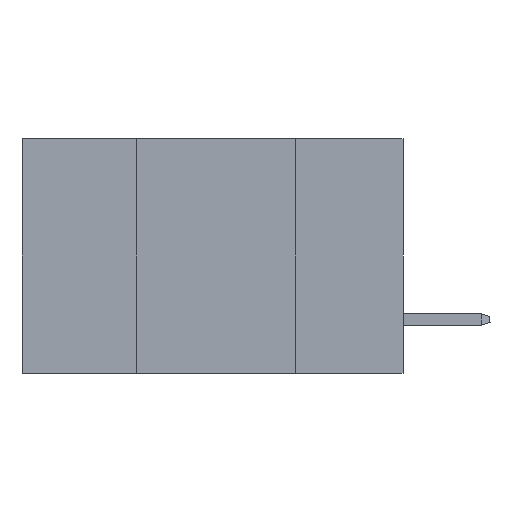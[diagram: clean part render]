
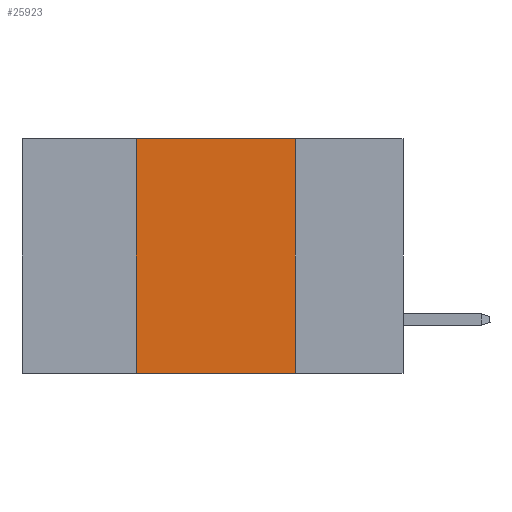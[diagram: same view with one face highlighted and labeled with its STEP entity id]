
A CAD part, left-side view. The second image highlights one B-rep face of the part: STEP entity #25923.
In plain terms, the highlighted planar face has unit normal (-1, 0, 0).
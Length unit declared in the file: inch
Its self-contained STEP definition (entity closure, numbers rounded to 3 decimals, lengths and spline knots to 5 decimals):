
#5 = EDGE_CURVE ( 'NONE', #1643, #3785, #27918, .T. ) ;
#955 = DIRECTION ( 'NONE',  ( 0., 0., -1. ) ) ;
#1508 = CARTESIAN_POINT ( 'NONE',  ( 0., 0.6, 0. ) ) ;
#1643 = VERTEX_POINT ( 'NONE', #26520 ) ;
#2191 = PLANE ( 'NONE',  #20829 ) ;
#3785 = VERTEX_POINT ( 'NONE', #21254 ) ;
#4378 = EDGE_CURVE ( 'NONE', #7238, #3785, #21216, .T. ) ;
#4699 = FACE_OUTER_BOUND ( 'NONE', #25865, .T. ) ;
#5652 = EDGE_CURVE ( 'NONE', #1643, #27281, #18881, .T. ) ;
#5998 = ORIENTED_EDGE ( 'NONE', *, *, #4378, .F. ) ;
#7238 = VERTEX_POINT ( 'NONE', #30746 ) ;
#7504 = CARTESIAN_POINT ( 'NONE',  ( 0., 0.6, -0.37 ) ) ;
#7709 = DIRECTION ( 'NONE',  ( 0., 0., -1. ) ) ;
#9180 = CARTESIAN_POINT ( 'NONE',  ( 0., 0.17, 0. ) ) ;
#9842 = ORIENTED_EDGE ( 'NONE', *, *, #27338, .F. ) ;
#9900 = DIRECTION ( 'NONE',  ( 1., 0., 0. ) ) ;
#13344 = VECTOR ( 'NONE', #14418, 39.37008 ) ;
#14418 = DIRECTION ( 'NONE',  ( 0., -1., 0. ) ) ;
#14447 = ORIENTED_EDGE ( 'NONE', *, *, #5652, .F. ) ;
#14570 = VECTOR ( 'NONE', #17734, 39.37008 ) ;
#16715 = DIRECTION ( 'NONE',  ( 0., 0., 1. ) ) ;
#17734 = DIRECTION ( 'NONE',  ( 0., -1., 0. ) ) ;
#18881 = LINE ( 'NONE', #26570, #21851 ) ;
#18928 = LINE ( 'NONE', #1508, #13344 ) ;
#20741 = VECTOR ( 'NONE', #955, 39.37008 ) ;
#20829 = AXIS2_PLACEMENT_3D ( 'NONE', #25444, #9900, #7709 ) ;
#21216 = LINE ( 'NONE', #9180, #20741 ) ;
#21254 = CARTESIAN_POINT ( 'NONE',  ( 0., 0.17, -0.37 ) ) ;
#21451 = CARTESIAN_POINT ( 'NONE',  ( 0., 0.42, 0. ) ) ;
#21851 = VECTOR ( 'NONE', #16715, 39.37008 ) ;
#25444 = CARTESIAN_POINT ( 'NONE',  ( 0., 0.6, 0. ) ) ;
#25865 = EDGE_LOOP ( 'NONE', ( #5998, #9842, #14447, #26899 ) ) ;
#25923 = ADVANCED_FACE ( 'NONE', ( #4699 ), #2191, .F. ) ;
#26520 = CARTESIAN_POINT ( 'NONE',  ( 0., 0.42, -0.37 ) ) ;
#26570 = CARTESIAN_POINT ( 'NONE',  ( 0., 0.42, 0. ) ) ;
#26899 = ORIENTED_EDGE ( 'NONE', *, *, #5, .T. ) ;
#27281 = VERTEX_POINT ( 'NONE', #21451 ) ;
#27338 = EDGE_CURVE ( 'NONE', #27281, #7238, #18928, .T. ) ;
#27918 = LINE ( 'NONE', #7504, #14570 ) ;
#30746 = CARTESIAN_POINT ( 'NONE',  ( 0., 0.17, 0. ) ) ;
